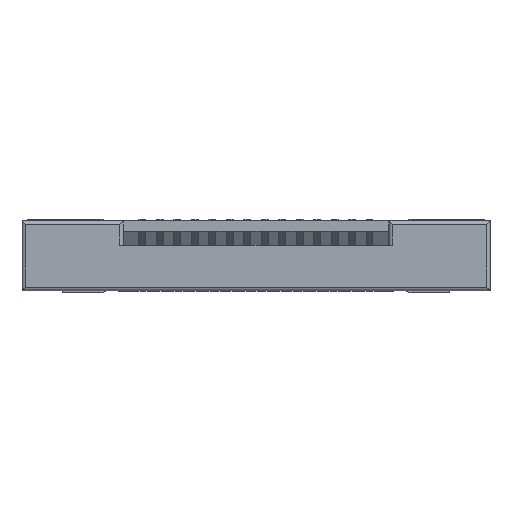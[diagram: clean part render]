
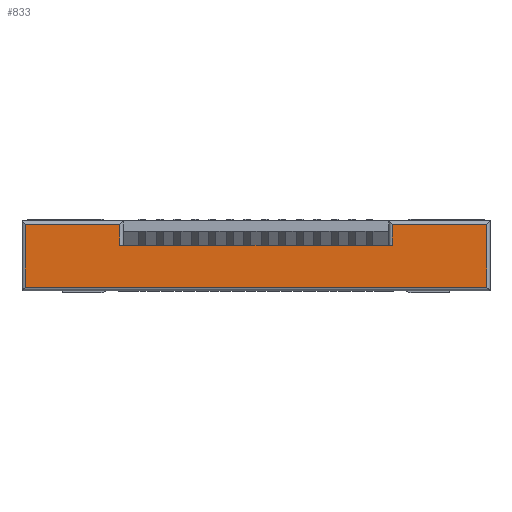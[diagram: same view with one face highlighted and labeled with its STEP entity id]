
A CAD part, top view. The second image highlights one B-rep face of the part: STEP entity #833.
In plain terms, the highlighted planar face has unit normal (0, 0, 1).
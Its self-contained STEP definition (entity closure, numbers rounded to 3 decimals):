
#833 = ADVANCED_FACE( '', ( #1917 ), #1918, .F. );
#1917 = FACE_OUTER_BOUND( '', #3328, .T. );
#1918 = PLANE( '', #3329 );
#3328 = EDGE_LOOP( '', ( #5115, #5116, #5117, #5118, #5119, #5120, #5121, #5122 ) );
#3329 = AXIS2_PLACEMENT_3D( '', #5123, #5124, #5125 );
#5115 = ORIENTED_EDGE( '', *, *, #9323, .T. );
#5116 = ORIENTED_EDGE( '', *, *, #9673, .F. );
#5117 = ORIENTED_EDGE( '', *, *, #9674, .T. );
#5118 = ORIENTED_EDGE( '', *, *, #9675, .T. );
#5119 = ORIENTED_EDGE( '', *, *, #9676, .T. );
#5120 = ORIENTED_EDGE( '', *, *, #9677, .T. );
#5121 = ORIENTED_EDGE( '', *, *, #9678, .T. );
#5122 = ORIENTED_EDGE( '', *, *, #9679, .T. );
#5123 = CARTESIAN_POINT( '', ( 0., 0., 0.65 ) );
#5124 = DIRECTION( '', ( 0., 0., -1. ) );
#5125 = DIRECTION( '', ( -1., 0., 0. ) );
#9323 = EDGE_CURVE( '', #11259, #11256, #11260, .F. );
#9673 = EDGE_CURVE( '', #11879, #11256, #11880, .T. );
#9674 = EDGE_CURVE( '', #11879, #11881, #11882, .F. );
#9675 = EDGE_CURVE( '', #11881, #11883, #11884, .F. );
#9676 = EDGE_CURVE( '', #11883, #11885, #11886, .F. );
#9677 = EDGE_CURVE( '', #11885, #11887, #11888, .F. );
#9678 = EDGE_CURVE( '', #11887, #11889, #11890, .F. );
#9679 = EDGE_CURVE( '', #11889, #11259, #11891, .F. );
#11256 = VERTEX_POINT( '', #14134 );
#11259 = VERTEX_POINT( '', #14137 );
#11260 = LINE( '', #14138, #14139 );
#11879 = VERTEX_POINT( '', #15031 );
#11880 = LINE( '', #15032, #15033 );
#11881 = VERTEX_POINT( '', #15034 );
#11882 = LINE( '', #15035, #15036 );
#11883 = VERTEX_POINT( '', #15037 );
#11884 = LINE( '', #15038, #15039 );
#11885 = VERTEX_POINT( '', #15040 );
#11886 = LINE( '', #15041, #15042 );
#11887 = VERTEX_POINT( '', #15043 );
#11888 = LINE( '', #15044, #15045 );
#11889 = VERTEX_POINT( '', #15046 );
#11890 = LINE( '', #15047, #15048 );
#11891 = LINE( '', #15049, #15050 );
#14134 = CARTESIAN_POINT( '', ( 3.9, 0.3, 0.65 ) );
#14137 = CARTESIAN_POINT( '', ( 3.9, 0.9, 0.65 ) );
#14138 = CARTESIAN_POINT( '', ( 3.9, 0.3, 0.65 ) );
#14139 = VECTOR( '', #18345, 1000. );
#15031 = CARTESIAN_POINT( '', ( -3.9, 0.3, 0.65 ) );
#15032 = CARTESIAN_POINT( '', ( -3.8, 0.3, 0.65 ) );
#15033 = VECTOR( '', #18667, 1000. );
#15034 = CARTESIAN_POINT( '', ( -3.9, 0.9, 0.65 ) );
#15035 = CARTESIAN_POINT( '', ( -3.9, 1., 0.65 ) );
#15036 = VECTOR( '', #18668, 1000. );
#15037 = CARTESIAN_POINT( '', ( -6.6, 0.9, 0.65 ) );
#15038 = CARTESIAN_POINT( '', ( -6.7, 0.9, 0.65 ) );
#15039 = VECTOR( '', #18669, 1000. );
#15040 = CARTESIAN_POINT( '', ( -6.6, -0.9, 0.65 ) );
#15041 = CARTESIAN_POINT( '', ( -6.6, -1., 0.65 ) );
#15042 = VECTOR( '', #18670, 1000. );
#15043 = CARTESIAN_POINT( '', ( 6.6, -0.9, 0.65 ) );
#15044 = CARTESIAN_POINT( '', ( 6.7, -0.9, 0.65 ) );
#15045 = VECTOR( '', #18671, 1000. );
#15046 = CARTESIAN_POINT( '', ( 6.6, 0.9, 0.65 ) );
#15047 = CARTESIAN_POINT( '', ( 6.6, 1., 0.65 ) );
#15048 = VECTOR( '', #18672, 1000. );
#15049 = CARTESIAN_POINT( '', ( 3.8, 0.9, 0.65 ) );
#15050 = VECTOR( '', #18673, 1000. );
#18345 = DIRECTION( '', ( 0., 1., 0. ) );
#18667 = DIRECTION( '', ( 1., 0., 0. ) );
#18668 = DIRECTION( '', ( 0., -1., 0. ) );
#18669 = DIRECTION( '', ( 1., 0., 0. ) );
#18670 = DIRECTION( '', ( 0., 1., 0. ) );
#18671 = DIRECTION( '', ( -1., 0., 0. ) );
#18672 = DIRECTION( '', ( 0., -1., 0. ) );
#18673 = DIRECTION( '', ( 1., 0., 0. ) );
